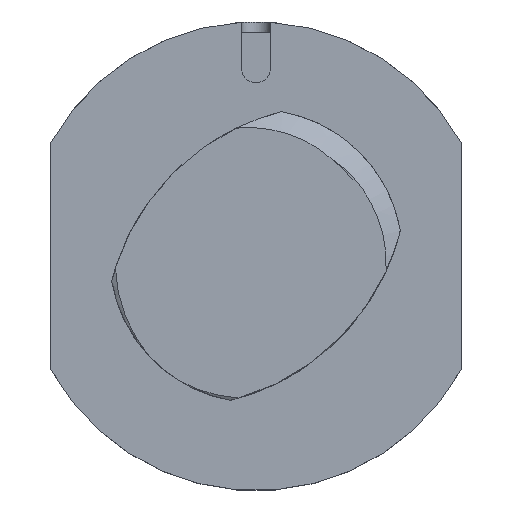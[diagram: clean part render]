
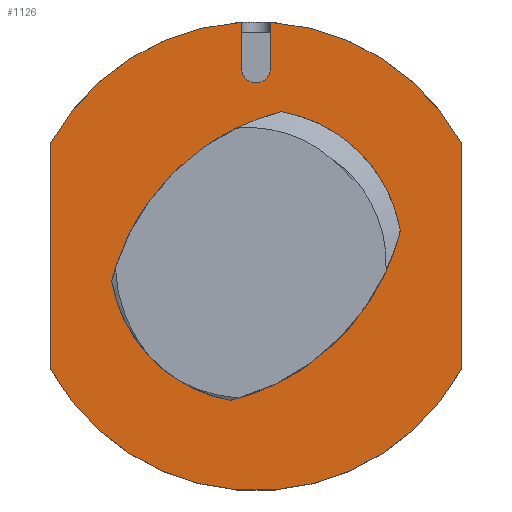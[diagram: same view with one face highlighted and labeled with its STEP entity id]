
A CAD part, top view. The second image highlights one B-rep face of the part: STEP entity #1126.
In plain terms, the highlighted planar face has unit normal (0, 0, 1).
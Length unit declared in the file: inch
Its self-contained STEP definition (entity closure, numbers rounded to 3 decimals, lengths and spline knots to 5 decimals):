
#15=FACE_BOUND('',#293,.T.);
#54=LINE('',#2760,#101);
#55=LINE('',#2762,#102);
#56=LINE('',#2765,#103);
#57=LINE('',#2766,#104);
#101=VECTOR('',#1373,0.3937);
#102=VECTOR('',#1374,0.3937);
#103=VECTOR('',#1377,0.3937);
#104=VECTOR('',#1378,0.3937);
#137=PLANE('',#1201);
#160=CIRCLE('',#1163,0.5);
#165=CIRCLE('',#1178,0.5);
#167=CIRCLE('',#1180,0.5);
#173=CIRCLE('',#1190,0.5);
#175=CIRCLE('',#1195,0.2575);
#177=CIRCLE('',#1200,0.2575);
#178=CIRCLE('',#1202,0.5);
#179=CIRCLE('',#1203,0.031);
#232=FACE_OUTER_BOUND('',#292,.T.);
#292=EDGE_LOOP('',(#951,#952,#953,#954,#955,#956,#957,#958));
#293=EDGE_LOOP('',(#959,#960,#961,#962));
#464=VERTEX_POINT('',#2644);
#465=VERTEX_POINT('',#2646);
#477=VERTEX_POINT('',#2710);
#478=VERTEX_POINT('',#2712);
#481=VERTEX_POINT('',#2718);
#482=VERTEX_POINT('',#2720);
#489=VERTEX_POINT('',#2741);
#490=VERTEX_POINT('',#2743);
#491=VERTEX_POINT('',#2757);
#492=VERTEX_POINT('',#2758);
#493=VERTEX_POINT('',#2761);
#494=VERTEX_POINT('',#2763);
#603=EDGE_CURVE('',#465,#464,#160,.T.);
#628=EDGE_CURVE('',#477,#478,#165,.T.);
#632=EDGE_CURVE('',#481,#482,#167,.T.);
#643=EDGE_CURVE('',#489,#490,#173,.T.);
#646=EDGE_CURVE('',#464,#490,#175,.T.);
#648=EDGE_CURVE('',#489,#465,#177,.T.);
#649=EDGE_CURVE('',#491,#492,#178,.T.);
#650=EDGE_CURVE('',#478,#491,#54,.T.);
#651=EDGE_CURVE('',#477,#493,#55,.T.);
#652=EDGE_CURVE('',#493,#494,#179,.T.);
#653=EDGE_CURVE('',#494,#482,#56,.T.);
#654=EDGE_CURVE('',#492,#481,#57,.T.);
#951=ORIENTED_EDGE('',*,*,#649,.F.);
#952=ORIENTED_EDGE('',*,*,#650,.F.);
#953=ORIENTED_EDGE('',*,*,#628,.F.);
#954=ORIENTED_EDGE('',*,*,#651,.T.);
#955=ORIENTED_EDGE('',*,*,#652,.T.);
#956=ORIENTED_EDGE('',*,*,#653,.T.);
#957=ORIENTED_EDGE('',*,*,#632,.F.);
#958=ORIENTED_EDGE('',*,*,#654,.F.);
#959=ORIENTED_EDGE('',*,*,#648,.T.);
#960=ORIENTED_EDGE('',*,*,#603,.T.);
#961=ORIENTED_EDGE('',*,*,#646,.T.);
#962=ORIENTED_EDGE('',*,*,#643,.F.);
#1126=ADVANCED_FACE('',(#232,#15),#137,.T.);
#1163=AXIS2_PLACEMENT_3D('',#2647,#1267,#1268);
#1178=AXIS2_PLACEMENT_3D('',#2713,#1315,#1316);
#1180=AXIS2_PLACEMENT_3D('',#2721,#1321,#1322);
#1190=AXIS2_PLACEMENT_3D('',#2744,#1346,#1347);
#1195=AXIS2_PLACEMENT_3D('',#2750,#1357,#1358);
#1200=AXIS2_PLACEMENT_3D('',#2755,#1367,#1368);
#1201=AXIS2_PLACEMENT_3D('',#2756,#1369,#1370);
#1202=AXIS2_PLACEMENT_3D('',#2759,#1371,#1372);
#1203=AXIS2_PLACEMENT_3D('',#2764,#1375,#1376);
#1267=DIRECTION('center_axis',(0.,0.,-1.));
#1268=DIRECTION('ref_axis',(-1.,0.,0.));
#1315=DIRECTION('center_axis',(0.,0.,-1.));
#1316=DIRECTION('ref_axis',(1.,0.,0.));
#1321=DIRECTION('center_axis',(0.,0.,-1.));
#1322=DIRECTION('ref_axis',(1.,0.,0.));
#1346=DIRECTION('center_axis',(0.,0.,
1.));
#1347=DIRECTION('ref_axis',(1.,0.,0.));
#1357=DIRECTION('center_axis',(0.,0.,-1.));
#1358=DIRECTION('ref_axis',(-1.,0.,0.));
#1367=DIRECTION('center_axis',(0.,0.,-1.));
#1368=DIRECTION('ref_axis',(-1.,0.,0.));
#1369=DIRECTION('center_axis',(0.,0.,1.));
#1370=DIRECTION('ref_axis',(1.,0.,0.));
#1371=DIRECTION('center_axis',(0.,0.,-1.));
#1372=DIRECTION('ref_axis',(1.,0.,0.));
#1373=DIRECTION('',(0.,-1.,0.));
#1374=DIRECTION('',(0.,-1.,0.));
#1375=DIRECTION('center_axis',(0.,0.,-1.));
#1376=DIRECTION('ref_axis',(1.,0.,0.));
#1377=DIRECTION('',(0.,1.,0.));
#1378=DIRECTION('',(0.,1.,0.));
#2644=CARTESIAN_POINT('',(-0.10993,0.23285,0.18));
#2646=CARTESIAN_POINT('',(-0.23285,0.10993,0.18));
#2647=CARTESIAN_POINT('Origin',(0.17678,-0.17678,0.18));
#2710=CARTESIAN_POINT('',(0.031,0.49904,0.18));
#2712=CARTESIAN_POINT('',(0.4375,0.24206,0.18));
#2713=CARTESIAN_POINT('Origin',(0.,0.,0.18));
#2718=CARTESIAN_POINT('',(-0.4375,0.24206,0.18));
#2720=CARTESIAN_POINT('',(-0.031,0.49904,0.18));
#2721=CARTESIAN_POINT('Origin',(0.,0.,0.18));
#2741=CARTESIAN_POINT('',(0.10993,-0.23285,0.18));
#2743=CARTESIAN_POINT('',(0.23285,-0.10993,0.18));
#2744=CARTESIAN_POINT('Origin',(-0.17678,0.17678,0.18));
#2750=CARTESIAN_POINT('Origin',(0.,0.,0.18));
#2755=CARTESIAN_POINT('Origin',(0.,0.,0.18));
#2756=CARTESIAN_POINT('Origin',(0.,0.,
0.18));
#2757=CARTESIAN_POINT('',(0.4375,-0.24206,0.18));
#2758=CARTESIAN_POINT('',(-0.4375,-0.24206,0.18));
#2759=CARTESIAN_POINT('Origin',(0.,0.,0.18));
#2760=CARTESIAN_POINT('',(0.4375,-0.24206,0.18));
#2761=CARTESIAN_POINT('',(0.031,0.401,0.18));
#2762=CARTESIAN_POINT('',(0.031,0.2005,0.18));
#2763=CARTESIAN_POINT('',(-0.031,0.401,0.18));
#2764=CARTESIAN_POINT('Origin',(0.,0.401,0.18));
#2765=CARTESIAN_POINT('',(-0.031,0.24952,0.18));
#2766=CARTESIAN_POINT('',(-0.4375,0.24206,0.18));
